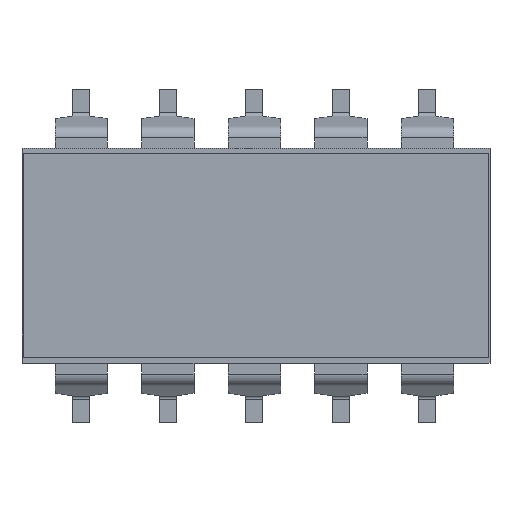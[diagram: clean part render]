
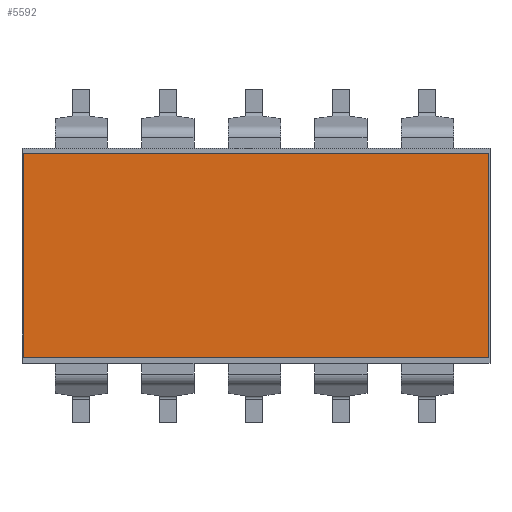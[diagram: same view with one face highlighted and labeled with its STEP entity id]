
A CAD part, top view. The second image highlights one B-rep face of the part: STEP entity #5592.
In plain terms, the highlighted planar face has unit normal (0, 0, 1).
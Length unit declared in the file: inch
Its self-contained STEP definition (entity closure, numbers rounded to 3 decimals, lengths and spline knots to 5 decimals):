
#5553=CARTESIAN_POINT('',(-0.29579,0.12992,0.12323));
#5554=DIRECTION('',(0.0,0.0,-1.0));
#5555=DIRECTION('',(-1.0,0.0,0.0));
#5556=AXIS2_PLACEMENT_3D('',#5553,#5554,#5555);
#5557=PLANE('',#5556);
#5558=CARTESIAN_POINT('',(-0.2689,-0.11811,0.12323));
#5559=VERTEX_POINT('',#5558);
#5560=CARTESIAN_POINT('',(0.2689,-0.11811,0.12323));
#5561=VERTEX_POINT('',#5560);
#5562=CARTESIAN_POINT('',(-0.2689,-0.11811,0.12323));
#5563=DIRECTION('',(1.0,0.0,0.0));
#5564=VECTOR('',#5563,0.5378);
#5565=LINE('',#5562,#5564);
#5566=EDGE_CURVE('',#5559,#5561,#5565,.T.);
#5567=ORIENTED_EDGE('',*,*,#5566,.T.);
#5568=CARTESIAN_POINT('',(0.2689,0.11811,0.12323));
#5569=VERTEX_POINT('',#5568);
#5570=CARTESIAN_POINT('',(0.2689,-0.11811,0.12323));
#5571=DIRECTION('',(0.0,1.0,0.0));
#5572=VECTOR('',#5571,0.23622);
#5573=LINE('',#5570,#5572);
#5574=EDGE_CURVE('',#5561,#5569,#5573,.T.);
#5575=ORIENTED_EDGE('',*,*,#5574,.T.);
#5576=CARTESIAN_POINT('',(-0.2689,0.11811,0.12323));
#5577=VERTEX_POINT('',#5576);
#5578=CARTESIAN_POINT('',(0.2689,0.11811,0.12323));
#5579=DIRECTION('',(-1.0,0.0,0.0));
#5580=VECTOR('',#5579,0.5378);
#5581=LINE('',#5578,#5580);
#5582=EDGE_CURVE('',#5569,#5577,#5581,.T.);
#5583=ORIENTED_EDGE('',*,*,#5582,.T.);
#5584=CARTESIAN_POINT('',(-0.2689,0.11811,0.12323));
#5585=DIRECTION('',(0.0,-1.0,0.0));
#5586=VECTOR('',#5585,0.23622);
#5587=LINE('',#5584,#5586);
#5588=EDGE_CURVE('',#5577,#5559,#5587,.T.);
#5589=ORIENTED_EDGE('',*,*,#5588,.T.);
#5590=EDGE_LOOP('',(#5567,#5575,#5583,#5589));
#5591=FACE_OUTER_BOUND('',#5590,.T.);
#5592=ADVANCED_FACE('',(#5591),#5557,.F.);
